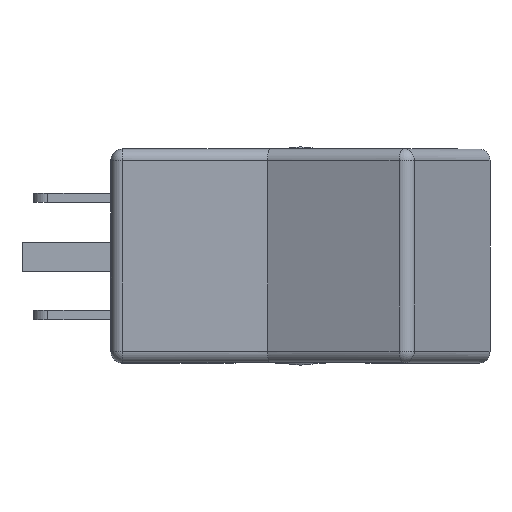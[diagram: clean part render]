
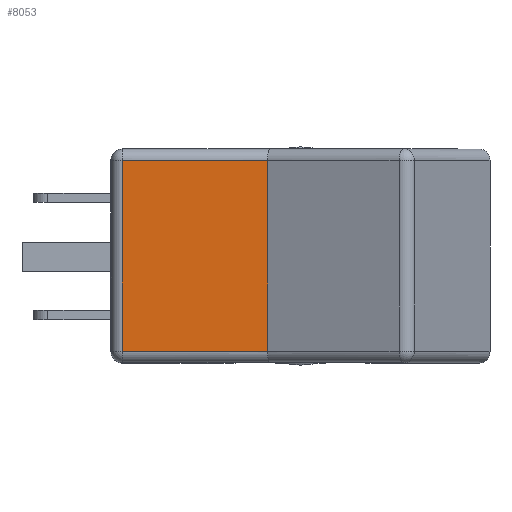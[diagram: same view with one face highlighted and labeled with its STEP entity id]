
A CAD part, top view. The second image highlights one B-rep face of the part: STEP entity #8053.
In plain terms, the highlighted planar face has unit normal (-0.02, 0, 1).
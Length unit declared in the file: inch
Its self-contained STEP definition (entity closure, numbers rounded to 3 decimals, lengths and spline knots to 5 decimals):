
#7855=CARTESIAN_POINT('',(-0.05627,0.1628,0.76757));
#7856=VERTEX_POINT('',#7855);
#7878=CARTESIAN_POINT('',(-0.30393,0.1628,0.76258));
#7879=VERTEX_POINT('',#7878);
#7887=CARTESIAN_POINT('',(-0.30393,0.1628,0.76258));
#7888=DIRECTION('',(1.,0.0,0.02));
#7889=VECTOR('',#7888,0.24771);
#7890=LINE('',#7887,#7889);
#7891=EDGE_CURVE('',#7879,#7856,#7890,.T.);
#8012=CARTESIAN_POINT('',(-0.05627,-0.1628,0.76757));
#8013=VERTEX_POINT('',#8012);
#8014=CARTESIAN_POINT('',(-0.05627,0.1628,0.76757));
#8015=DIRECTION('',(0.0,-1.0,0.0));
#8016=VECTOR('',#8015,0.32559);
#8017=LINE('',#8014,#8016);
#8018=EDGE_CURVE('',#7856,#8013,#8017,.T.);
#8030=CARTESIAN_POINT('',(-0.31631,0.17907,0.76233));
#8031=DIRECTION('',(-0.02,0.0,1.));
#8032=DIRECTION('',(1.,0.0,0.02));
#8033=AXIS2_PLACEMENT_3D('',#8030,#8031,#8032);
#8034=PLANE('',#8033);
#8035=ORIENTED_EDGE('',*,*,#7891,.F.);
#8036=CARTESIAN_POINT('',(-0.30393,-0.1628,0.76258));
#8037=VERTEX_POINT('',#8036);
#8038=CARTESIAN_POINT('',(-0.30393,0.1628,0.76258));
#8039=DIRECTION('',(0.0,-1.0,0.0));
#8040=VECTOR('',#8039,0.32559);
#8041=LINE('',#8038,#8040);
#8042=EDGE_CURVE('',#7879,#8037,#8041,.T.);
#8043=ORIENTED_EDGE('',*,*,#8042,.T.);
#8044=CARTESIAN_POINT('',(-0.05627,-0.1628,0.76757));
#8045=DIRECTION('',(-1.,0.0,-0.02));
#8046=VECTOR('',#8045,0.24771);
#8047=LINE('',#8044,#8046);
#8048=EDGE_CURVE('',#8013,#8037,#8047,.T.);
#8049=ORIENTED_EDGE('',*,*,#8048,.F.);
#8050=ORIENTED_EDGE('',*,*,#8018,.F.);
#8051=EDGE_LOOP('',(#8035,#8043,#8049,#8050));
#8052=FACE_OUTER_BOUND('',#8051,.T.);
#8053=ADVANCED_FACE('',(#8052),#8034,.T.);
